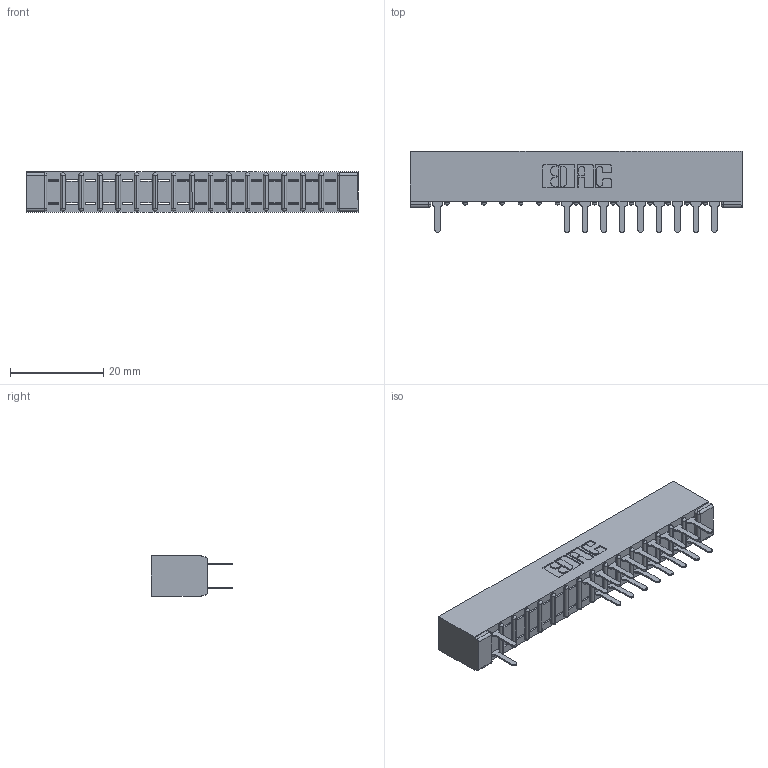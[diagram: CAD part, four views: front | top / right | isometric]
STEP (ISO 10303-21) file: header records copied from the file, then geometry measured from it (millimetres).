
FILE_DESCRIPTION (( 'STEP AP203' ), '1' );
FILE_NAME ('307-032-520-201.STEP', '2018-08-04T22:19:50', ( '' ), ( '' ), 'SwSTEP 2.0', 'SolidWorks 2016', '' );
FILE_SCHEMA (( 'CONFIG_CONTROL_DESIGN' ));
Length unit declared in the file: inch
Products named in the file (3): 307 Part_No Mounting Lugs; 307-290-001_520; 307-032-520-201
Assembly tree (20 placements, depth 2):
  307-032-520-201
    307 Part_No Mounting Lugs
    307-290-001_520  x19
Bounding box: 71.27 x 17.42 x 8.71 mm (x, y, z)
Volume: 4741.4 mm3; surface area: 7590.4 mm2
Topology: 20 solids, 20 shells, 1131 faces, 3185 edges, 2050 vertices
Faces by surface type: plane 733, cylinder 364, sphere 34
Entity records: 16708 total; most frequent: CARTESIAN_POINT 2791, ORIENTED_EDGE 2774, DIRECTION 2731, EDGE_CURVE 1387, LINE 1055, VECTOR 1055, VERTEX_POINT 898, AXIS2_PLACEMENT_3D 838
